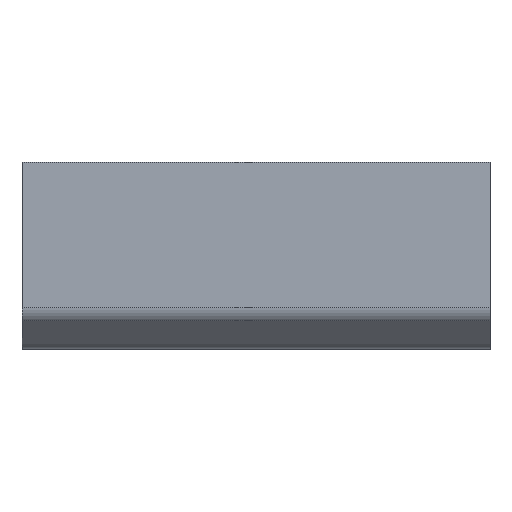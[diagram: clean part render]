
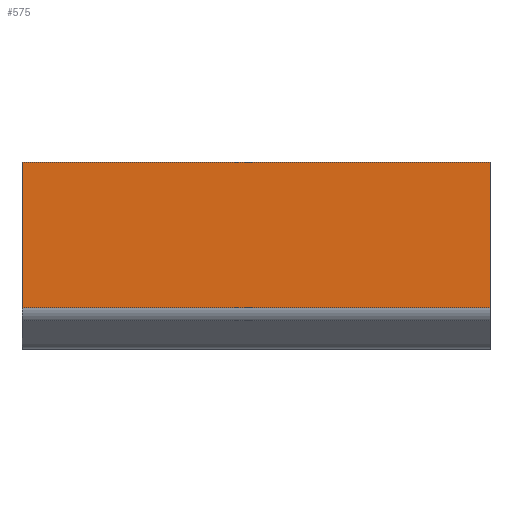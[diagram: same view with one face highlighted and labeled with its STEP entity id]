
A CAD part, top view. The second image highlights one B-rep face of the part: STEP entity #575.
In plain terms, the highlighted planar face has unit normal (0, 0, 1).
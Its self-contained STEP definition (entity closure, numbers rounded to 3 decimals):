
#121 = VERTEX_POINT('',#122);
#122 = CARTESIAN_POINT('',(0.,18.,4.));
#128 = EDGE_CURVE('',#129,#121,#131,.T.);
#129 = VERTEX_POINT('',#130);
#130 = CARTESIAN_POINT('',(0.,-13.,4.));
#131 = LINE('',#132,#133);
#132 = CARTESIAN_POINT('',(0.,-14.657,4.));
#133 = VECTOR('',#134,1.);
#134 = DIRECTION('',(0.,1.,0.));
#509 = EDGE_CURVE('',#129,#510,#512,.T.);
#510 = VERTEX_POINT('',#511);
#511 = CARTESIAN_POINT('',(100.,-13.,4.));
#512 = LINE('',#513,#514);
#513 = CARTESIAN_POINT('',(0.,-13.,4.));
#514 = VECTOR('',#515,1.);
#515 = DIRECTION('',(1.,0.,0.));
#575 = ADVANCED_FACE('',(#576),#594,.T.);
#576 = FACE_BOUND('',#577,.T.);
#577 = EDGE_LOOP('',(#578,#579,#580,#588));
#578 = ORIENTED_EDGE('',*,*,#128,.F.);
#579 = ORIENTED_EDGE('',*,*,#509,.T.);
#580 = ORIENTED_EDGE('',*,*,#581,.T.);
#581 = EDGE_CURVE('',#510,#582,#584,.T.);
#582 = VERTEX_POINT('',#583);
#583 = CARTESIAN_POINT('',(100.,18.,4.));
#584 = LINE('',#585,#586);
#585 = CARTESIAN_POINT('',(100.,-14.657,4.));
#586 = VECTOR('',#587,1.);
#587 = DIRECTION('',(0.,1.,0.));
#588 = ORIENTED_EDGE('',*,*,#589,.F.);
#589 = EDGE_CURVE('',#121,#582,#590,.T.);
#590 = LINE('',#591,#592);
#591 = CARTESIAN_POINT('',(0.,18.,4.));
#592 = VECTOR('',#593,1.);
#593 = DIRECTION('',(1.,0.,0.));
#594 = PLANE('',#595);
#595 = AXIS2_PLACEMENT_3D('',#596,#597,#598);
#596 = CARTESIAN_POINT('',(0.,-14.657,4.));
#597 = DIRECTION('',(0.,0.,1.));
#598 = DIRECTION('',(0.,1.,0.));
